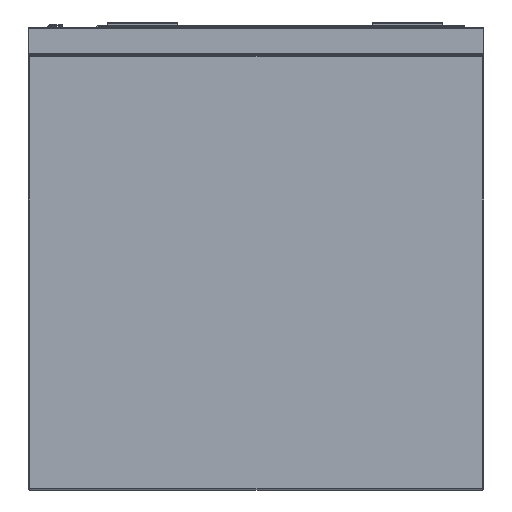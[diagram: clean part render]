
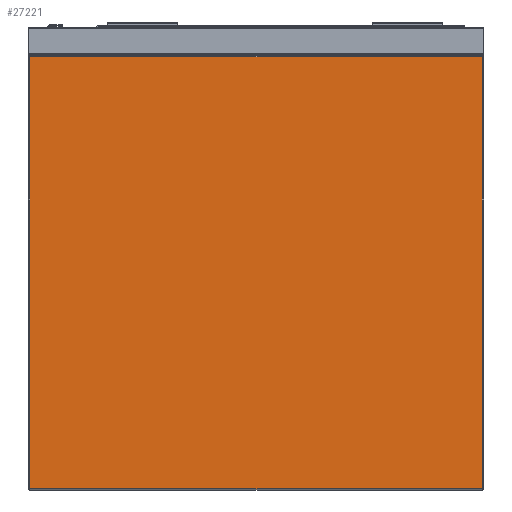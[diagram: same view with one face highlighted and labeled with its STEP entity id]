
A CAD part, left-side view. The second image highlights one B-rep face of the part: STEP entity #27221.
In plain terms, the highlighted planar face has unit normal (-1, 0, 0).
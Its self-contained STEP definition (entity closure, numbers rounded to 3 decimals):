
#718 = DIRECTION ( 'NONE',  ( -1., 0., 0. ) ) ;
#1295 = EDGE_CURVE ( 'NONE', #4939, #8638, #29332, .T. ) ;
#4434 = VERTEX_POINT ( 'NONE', #11341 ) ;
#4939 = VERTEX_POINT ( 'NONE', #17515 ) ;
#5082 = CARTESIAN_POINT ( 'NONE',  ( -880., -323., -660. ) ) ;
#6394 = FACE_OUTER_BOUND ( 'NONE', #19216, .T. ) ;
#7243 = VECTOR ( 'NONE', #22599, 1000. ) ;
#7998 = ORIENTED_EDGE ( 'NONE', *, *, #12315, .T. ) ;
#8414 = AXIS2_PLACEMENT_3D ( 'NONE', #23525, #718, #32061 ) ;
#8616 = EDGE_CURVE ( 'NONE', #4434, #4939, #29166, .T. ) ;
#8638 = VERTEX_POINT ( 'NONE', #20266 ) ;
#11341 = CARTESIAN_POINT ( 'NONE',  ( -880., 323., -42. ) ) ;
#12315 = EDGE_CURVE ( 'NONE', #12830, #4434, #36598, .T. ) ;
#12830 = VERTEX_POINT ( 'NONE', #32509 ) ;
#13566 = VECTOR ( 'NONE', #36791, 1000. ) ;
#16384 = LINE ( 'NONE', #5082, #7243 ) ;
#16589 = CARTESIAN_POINT ( 'NONE',  ( -880., 325., -42. ) ) ;
#17487 = ORIENTED_EDGE ( 'NONE', *, *, #1295, .T. ) ;
#17515 = CARTESIAN_POINT ( 'NONE',  ( -880., 323., -658. ) ) ;
#19216 = EDGE_LOOP ( 'NONE', ( #33784, #7998, #27176, #17487 ) ) ;
#20266 = CARTESIAN_POINT ( 'NONE',  ( -880., -323., -658. ) ) ;
#21537 = EDGE_CURVE ( 'NONE', #8638, #12830, #16384, .T. ) ;
#22599 = DIRECTION ( 'NONE',  ( 0., 0., 1. ) ) ;
#23453 = CARTESIAN_POINT ( 'NONE',  ( -880., 323., -660. ) ) ;
#23525 = CARTESIAN_POINT ( 'NONE',  ( -880., -325., -660. ) ) ;
#26285 = DIRECTION ( 'NONE',  ( 0., 0., -1. ) ) ;
#26357 = PLANE ( 'NONE',  #8414 ) ;
#27176 = ORIENTED_EDGE ( 'NONE', *, *, #8616, .T. ) ;
#27221 = ADVANCED_FACE ( 'Fl�che7', ( #6394 ), #26357, .T. ) ;
#29166 = LINE ( 'NONE', #23453, #30808 ) ;
#29332 = LINE ( 'NONE', #29894, #33487 ) ;
#29894 = CARTESIAN_POINT ( 'NONE',  ( -880., -325., -658. ) ) ;
#30808 = VECTOR ( 'NONE', #26285, 1000. ) ;
#32061 = DIRECTION ( 'NONE',  ( 0., 0., 1. ) ) ;
#32509 = CARTESIAN_POINT ( 'NONE',  ( -880., -323., -42. ) ) ;
#33487 = VECTOR ( 'NONE', #35526, 1000. ) ;
#33784 = ORIENTED_EDGE ( 'NONE', *, *, #21537, .T. ) ;
#35526 = DIRECTION ( 'NONE',  ( 0., -1., 0. ) ) ;
#36598 = LINE ( 'NONE', #16589, #13566 ) ;
#36791 = DIRECTION ( 'NONE',  ( 0., 1., 0. ) ) ;
